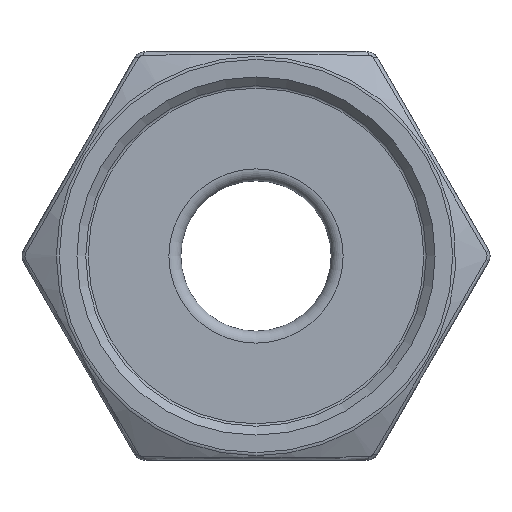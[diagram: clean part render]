
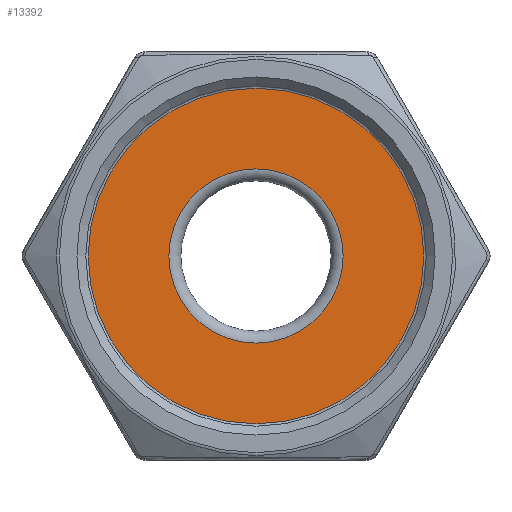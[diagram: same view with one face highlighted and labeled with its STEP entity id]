
A CAD part, left-side view. The second image highlights one B-rep face of the part: STEP entity #13392.
In plain terms, the highlighted planar face has unit normal (-1, 0, 0).
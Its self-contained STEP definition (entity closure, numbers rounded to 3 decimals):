
#1058 = DIRECTION ( 'NONE',  ( 0., 0., -1. ) ) ;
#1521 = ORIENTED_EDGE ( 'NONE', *, *, #9384, .T. ) ;
#1567 = EDGE_CURVE ( 'NONE', #1732, #1732, #10664, .T. ) ;
#1732 = VERTEX_POINT ( 'NONE', #7771 ) ;
#2003 = CIRCLE ( 'NONE', #14461, 14.5 ) ;
#2439 = DIRECTION ( 'NONE',  ( 0., 1., 0. ) ) ;
#3032 = ORIENTED_EDGE ( 'NONE', *, *, #1567, .F. ) ;
#4630 = VERTEX_POINT ( 'NONE', #9449 ) ;
#4735 = FACE_BOUND ( 'NONE', #14968, .T. ) ;
#5367 = DIRECTION ( 'NONE',  ( 0., 0., 1. ) ) ;
#6138 = EDGE_LOOP ( 'NONE', ( #3032 ) ) ;
#7028 = CARTESIAN_POINT ( 'NONE',  ( 24.8, 0., -28.428 ) ) ;
#7081 = CARTESIAN_POINT ( 'NONE',  ( 24.8, 0., 0. ) ) ;
#7771 = CARTESIAN_POINT ( 'NONE',  ( 24.8, 0., 27.928 ) ) ;
#8155 = DIRECTION ( 'NONE',  ( 1., 0., 0. ) ) ;
#8328 = DIRECTION ( 'NONE',  ( 1., 0., 0. ) ) ;
#9384 = EDGE_CURVE ( 'NONE', #4630, #4630, #2003, .T. ) ;
#9449 = CARTESIAN_POINT ( 'NONE',  ( 24.8, 0., -14.5 ) ) ;
#9547 = FACE_OUTER_BOUND ( 'NONE', #6138, .T. ) ;
#10476 = PLANE ( 'NONE',  #13014 ) ;
#10664 = CIRCLE ( 'NONE', #14803, 27.928 ) ;
#12656 = DIRECTION ( 'NONE',  ( 1., 0., 0. ) ) ;
#13014 = AXIS2_PLACEMENT_3D ( 'NONE', #7028, #8328, #2439 ) ;
#13392 = ADVANCED_FACE ( 'NONE', ( #4735, #9547 ), #10476, .F. ) ;
#13807 = CARTESIAN_POINT ( 'NONE',  ( 24.8, 0., 0. ) ) ;
#14461 = AXIS2_PLACEMENT_3D ( 'NONE', #7081, #8155, #1058 ) ;
#14803 = AXIS2_PLACEMENT_3D ( 'NONE', #13807, #12656, #5367 ) ;
#14968 = EDGE_LOOP ( 'NONE', ( #1521 ) ) ;
